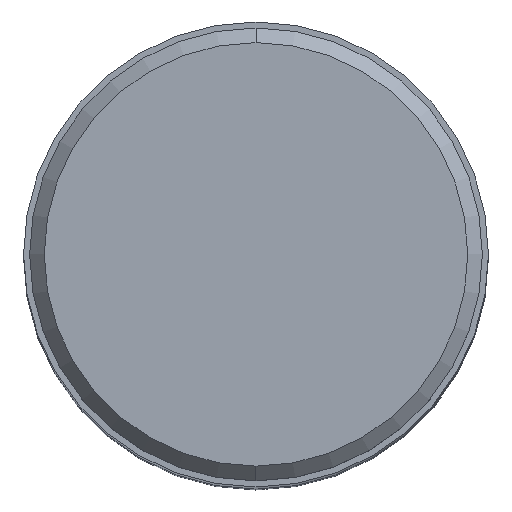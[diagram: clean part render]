
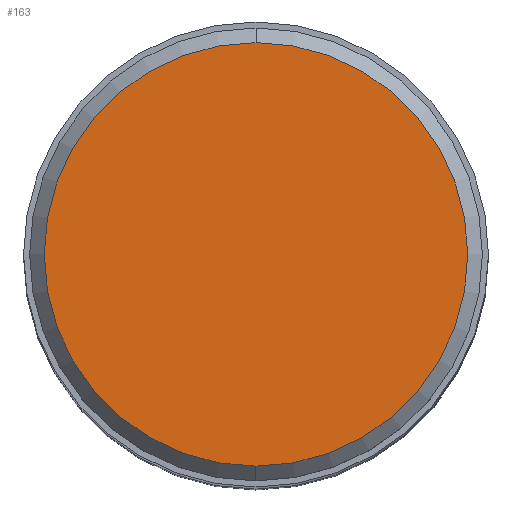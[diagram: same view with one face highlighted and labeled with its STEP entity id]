
A CAD part, top view. The second image highlights one B-rep face of the part: STEP entity #163.
In plain terms, the highlighted planar face has unit normal (0, 0, 1).
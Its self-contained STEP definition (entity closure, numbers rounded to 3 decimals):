
#75=PLANE('',#1573);
#163=ADVANCED_FACE('',(#274),#75,.T.);
#274=FACE_OUTER_BOUND('',#356,.T.);
#356=EDGE_LOOP('',(#634,#635));
#634=ORIENTED_EDGE('',*,*,#921,.T.);
#635=ORIENTED_EDGE('',*,*,#919,.T.);
#770=VERTEX_POINT('',#2590);
#771=VERTEX_POINT('',#2592);
#919=EDGE_CURVE('',#771,#770,#1095,.T.);
#921=EDGE_CURVE('',#770,#771,#1096,.T.);
#1095=CIRCLE('',#1569,17.35);
#1096=CIRCLE('',#1571,17.35);
#1569=AXIS2_PLACEMENT_3D('',#2591,#2013,#2014);
#1571=AXIS2_PLACEMENT_3D('',#2595,#2018,#2019);
#1573=AXIS2_PLACEMENT_3D('',#2597,#2022,#2023);
#2013=DIRECTION('',(0.,0.,1.));
#2014=DIRECTION('',(0.,1.,0.));
#2018=DIRECTION('',(0.,0.,1.));
#2019=DIRECTION('',(0.,-1.,0.));
#2022=DIRECTION('',(0.,0.,1.));
#2023=DIRECTION('',(-1.,0.,0.));
#2590=CARTESIAN_POINT('',(0.,-17.35,0.));
#2591=CARTESIAN_POINT('',(0.,0.,0.));
#2592=CARTESIAN_POINT('',(0.,17.35,0.));
#2595=CARTESIAN_POINT('',(0.,0.,0.));
#2597=CARTESIAN_POINT('',(0.,0.,0.));
